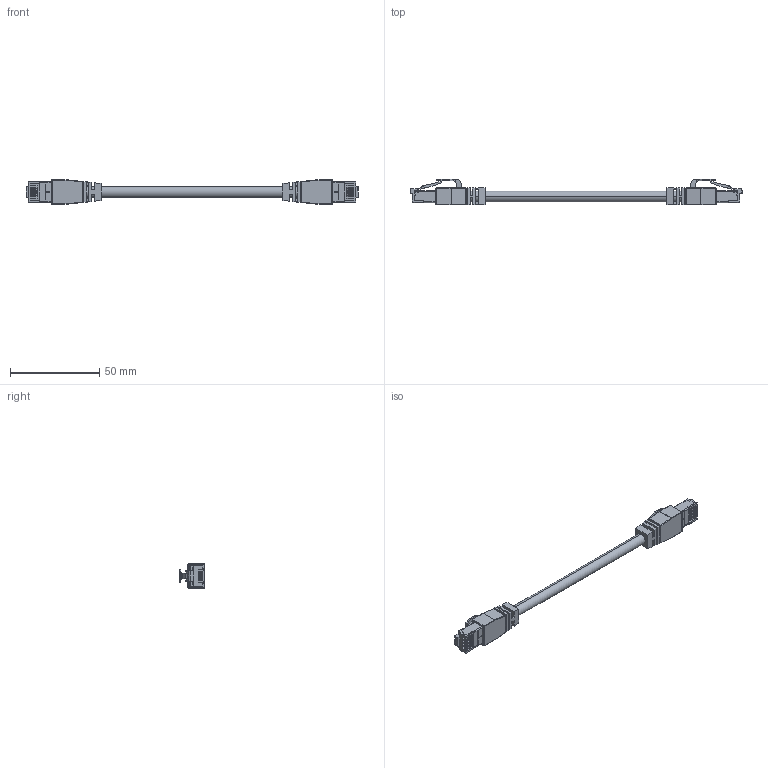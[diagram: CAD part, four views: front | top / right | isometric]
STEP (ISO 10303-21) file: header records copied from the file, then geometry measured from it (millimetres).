
FILE_DESCRIPTION (( 'STEP AP203' ), '1' );
FILE_NAME ('TRD695A.STEP', '2010-09-28T12:53:19', ( 'x' ), ( 'Microsoft' ), 'SwSTEP 2.0', 'SolidWorks 2010', '' );
FILE_SCHEMA (( 'CONFIG_CONTROL_DESIGN' ));
Length unit declared in the file: inch
Products named in the file (9): 1AD03-013-MA3; 1AY01-001_high latch guard; TRD695A; 1AL04-033; 1AD03-013_crimped; 1AD03-013-MA2; 1AD03-013-MA1; 1AD03-013-MA4_crimped strain relief; TDS8PC5-MA3
Assembly tree (17 placements, depth 3):
  TRD695A
    1AD03-013_crimped  x2
      1AD03-013-MA4_crimped strain relief
      TDS8PC5-MA3
      1AD03-013-MA3
      1AD03-013-MA2
      1AD03-013-MA1
    1AL04-033
    1AY01-001_high latch guard  x2
Bounding box: 186.48 x 14.55 x 13.72 mm (x, y, z)
Volume: 9074.8 mm3; surface area: 13680.1 mm2
Topology: 27 solids, 27 shells, 1404 faces, 4028 edges, 2556 vertices
Faces by surface type: plane 1004, cylinder 336, sphere 48, torus 12, bspline 4
Entity records: 19234 total; most frequent: CARTESIAN_POINT 3627, ORIENTED_EDGE 3150, DIRECTION 2893, EDGE_CURVE 1575, LINE 1215, VECTOR 1215, VERTEX_POINT 998, AXIS2_PLACEMENT_3D 839
